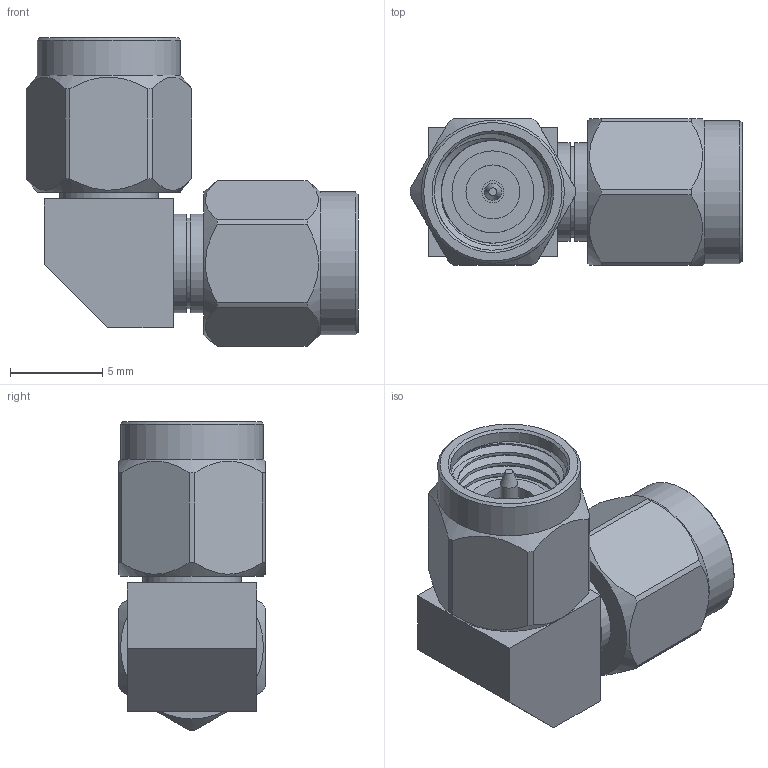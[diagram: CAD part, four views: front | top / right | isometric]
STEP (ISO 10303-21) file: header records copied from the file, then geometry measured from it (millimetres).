
FILE_DESCRIPTION (( 'STEP AP203' ), '1' );
FILE_NAME ('SM3247.step', '2020-03-02T22:04:07', ( '' ), ( '' ), 'SwSTEP 2.0', 'SolidWorks 2018', '' );
FILE_SCHEMA (( 'CONFIG_CONTROL_DESIGN' ));
Length unit declared in the file: inch
Products named in the file (1): SM3247
Bounding box: 18.02 x 7.94 x 16.75 mm (x, y, z)
Volume: 988 mm3; surface area: 1283.7 mm2
Topology: 1 solids, 1 shells, 93 faces, 226 edges, 151 vertices
Faces by surface type: cylinder 40, plane 35, cone 12, bspline 6
Full cylindrical faces by diameter (mm): 0.94 x2, 1.194 x2, 2.92 x2, 4.445 x2, 4.905 x1, 5.334 x3, 6.35 x13, 7.762 x2
Entity records: 4270 total; most frequent: CARTESIAN_POINT 2581, DIRECTION 323, ORIENTED_EDGE 298, EDGE_CURVE 149, AXIS2_PLACEMENT_3D 142, EDGE_LOOP 123, VERTEX_POINT 112, FACE_OUTER_BOUND 97
